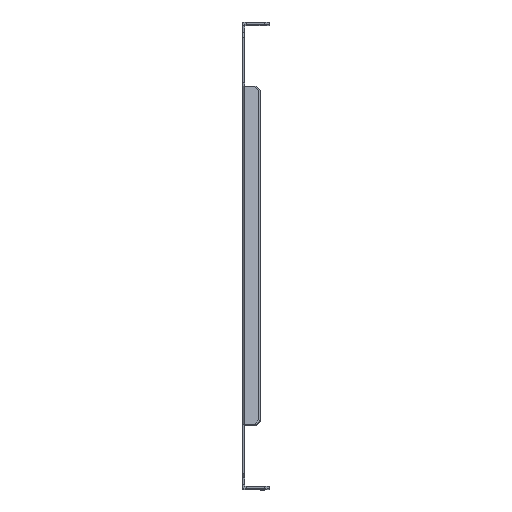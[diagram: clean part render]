
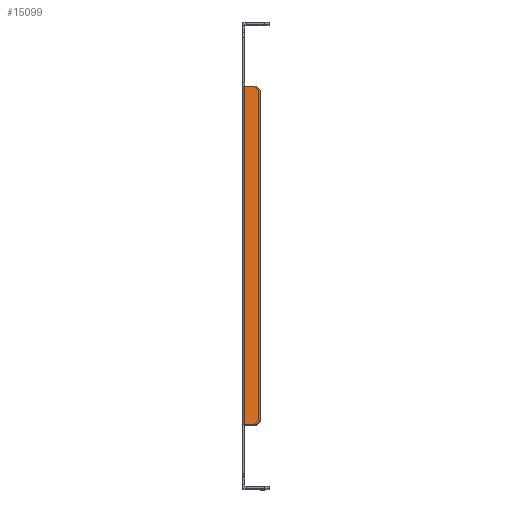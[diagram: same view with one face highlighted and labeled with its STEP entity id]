
A CAD part, top view. The second image highlights one B-rep face of the part: STEP entity #15099.
In plain terms, the highlighted planar face has unit normal (0.5, 0, 0.866).
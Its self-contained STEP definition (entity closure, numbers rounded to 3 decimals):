
#43 = EDGE_CURVE ( 'NONE', #4434, #4500, #9237, .T. ) ;
#614 = FACE_OUTER_BOUND ( 'NONE', #11051, .T. ) ;
#1085 = EDGE_CURVE ( 'NONE', #1998, #11859, #5285, .T. ) ;
#1589 = EDGE_CURVE ( 'NONE', #15393, #7098, #6968, .T. ) ;
#1618 = ORIENTED_EDGE ( 'NONE', *, *, #16913, .T. ) ;
#1998 = VERTEX_POINT ( 'NONE', #14097 ) ;
#2083 = CARTESIAN_POINT ( 'NONE',  ( 11.401, 110.75, 293.614 ) ) ;
#2298 = CARTESIAN_POINT ( 'NONE',  ( 11.401, -107.75, 293.614 ) ) ;
#2352 = CARTESIAN_POINT ( 'NONE',  ( 11.401, -110.75, 293.614 ) ) ;
#2543 = DIRECTION ( 'NONE',  ( 0., -1., 0. ) ) ;
#2954 = EDGE_CURVE ( 'NONE', #15393, #4500, #13894, .T. ) ;
#3047 = VECTOR ( 'NONE', #17072, 1000. ) ;
#3528 = ORIENTED_EDGE ( 'NONE', *, *, #1589, .F. ) ;
#3685 = VECTOR ( 'NONE', #4159, 1000. ) ;
#3686 = CARTESIAN_POINT ( 'NONE',  ( 2.25, -110.75, 298.897 ) ) ;
#3955 = CARTESIAN_POINT ( 'NONE',  ( 128.864, -110.75, 225.797 ) ) ;
#3995 = CARTESIAN_POINT ( 'NONE',  ( 8.803, 110.75, 295.114 ) ) ;
#4159 = DIRECTION ( 'NONE',  ( -0.612, 0.707, 0.354 ) ) ;
#4434 = VERTEX_POINT ( 'NONE', #10879 ) ;
#4500 = VERTEX_POINT ( 'NONE', #3995 ) ;
#4517 = LINE ( 'NONE', #12908, #7854 ) ;
#5109 = CARTESIAN_POINT ( 'NONE',  ( 11.401, -107.75, 293.614 ) ) ;
#5285 = LINE ( 'NONE', #3955, #3047 ) ;
#5464 = VECTOR ( 'NONE', #2543, 1000. ) ;
#5481 = AXIS2_PLACEMENT_3D ( 'NONE', #12222, #18153, #14000 ) ;
#6512 = DIRECTION ( 'NONE',  ( 0.866, 0., -0.5 ) ) ;
#6968 = LINE ( 'NONE', #2352, #5464 ) ;
#7098 = VERTEX_POINT ( 'NONE', #2298 ) ;
#7445 = DIRECTION ( 'NONE',  ( 0., -1., 0. ) ) ;
#7716 = LINE ( 'NONE', #15154, #9699 ) ;
#7775 = ORIENTED_EDGE ( 'NONE', *, *, #2954, .T. ) ;
#7854 = VECTOR ( 'NONE', #7445, 1000. ) ;
#7988 = DIRECTION ( 'NONE',  ( -0.866, 0., 0.5 ) ) ;
#8024 = LINE ( 'NONE', #3686, #12168 ) ;
#8250 = CARTESIAN_POINT ( 'NONE',  ( 8.803, -110.75, 295.114 ) ) ;
#8804 = CARTESIAN_POINT ( 'NONE',  ( 1.268, -110.75, 299.464 ) ) ;
#9237 = LINE ( 'NONE', #2083, #9606 ) ;
#9606 = VECTOR ( 'NONE', #6512, 1000. ) ;
#9699 = VECTOR ( 'NONE', #7988, 1000. ) ;
#10426 = ORIENTED_EDGE ( 'NONE', *, *, #14033, .T. ) ;
#10665 = ORIENTED_EDGE ( 'NONE', *, *, #17147, .T. ) ;
#10874 = PLANE ( 'NONE',  #5481 ) ;
#10879 = CARTESIAN_POINT ( 'NONE',  ( 4.5, 110.75, 297.598 ) ) ;
#10969 = ORIENTED_EDGE ( 'NONE', *, *, #43, .F. ) ;
#11051 = EDGE_LOOP ( 'NONE', ( #10665, #10426, #11355, #15254, #1618, #3528, #7775, #10969 ) ) ;
#11109 = CARTESIAN_POINT ( 'NONE',  ( 1.268, 110.75, 299.464 ) ) ;
#11329 = CARTESIAN_POINT ( 'NONE',  ( 8.803, 110.75, 295.114 ) ) ;
#11355 = ORIENTED_EDGE ( 'NONE', *, *, #1085, .F. ) ;
#11859 = VERTEX_POINT ( 'NONE', #8804 ) ;
#12168 = VECTOR ( 'NONE', #16343, 1000. ) ;
#12222 = CARTESIAN_POINT ( 'NONE',  ( 128.864, 0., 225.797 ) ) ;
#12566 = CARTESIAN_POINT ( 'NONE',  ( 11.401, 107.75, 293.614 ) ) ;
#12707 = VERTEX_POINT ( 'NONE', #8250 ) ;
#12908 = CARTESIAN_POINT ( 'NONE',  ( 1.268, 0., 299.464 ) ) ;
#13787 = LINE ( 'NONE', #5109, #14206 ) ;
#13824 = VERTEX_POINT ( 'NONE', #11109 ) ;
#13894 = LINE ( 'NONE', #11329, #3685 ) ;
#14000 = DIRECTION ( 'NONE',  ( 0.866, 0., -0.5 ) ) ;
#14033 = EDGE_CURVE ( 'NONE', #13824, #11859, #4517, .T. ) ;
#14097 = CARTESIAN_POINT ( 'NONE',  ( 4.5, -110.75, 297.598 ) ) ;
#14206 = VECTOR ( 'NONE', #16898, 1000. ) ;
#15099 = ADVANCED_FACE ( 'NONE', ( #614 ), #10874, .F. ) ;
#15154 = CARTESIAN_POINT ( 'NONE',  ( 4.5, 110.75, 297.598 ) ) ;
#15254 = ORIENTED_EDGE ( 'NONE', *, *, #18470, .F. ) ;
#15393 = VERTEX_POINT ( 'NONE', #12566 ) ;
#16343 = DIRECTION ( 'NONE',  ( -0.866, 0., 0.5 ) ) ;
#16898 = DIRECTION ( 'NONE',  ( 0.612, 0.707, -0.354 ) ) ;
#16913 = EDGE_CURVE ( 'NONE', #12707, #7098, #13787, .T. ) ;
#17072 = DIRECTION ( 'NONE',  ( -0.866, 0., 0.5 ) ) ;
#17147 = EDGE_CURVE ( 'NONE', #4434, #13824, #7716, .T. ) ;
#18153 = DIRECTION ( 'NONE',  ( -0.5, 0., -0.866 ) ) ;
#18470 = EDGE_CURVE ( 'NONE', #12707, #1998, #8024, .T. ) ;
